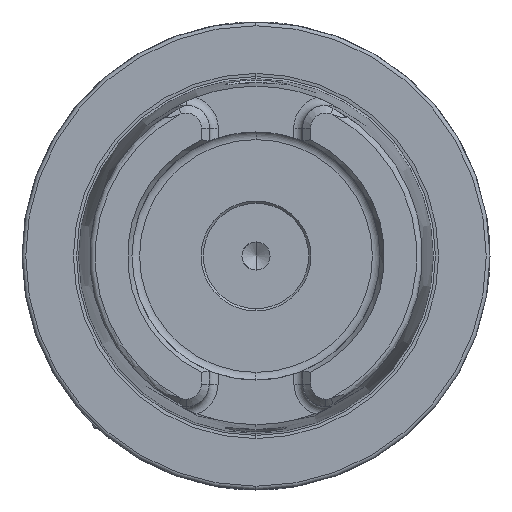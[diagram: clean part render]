
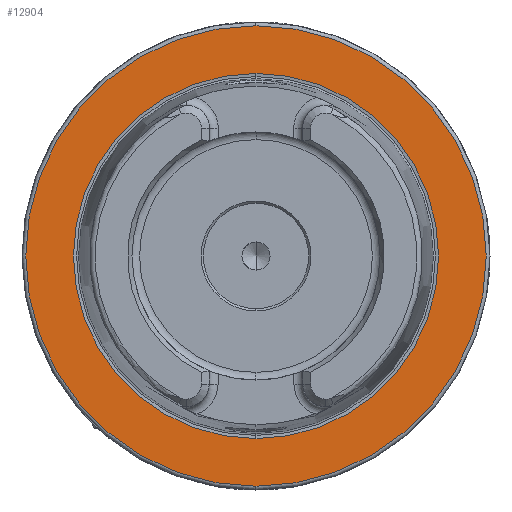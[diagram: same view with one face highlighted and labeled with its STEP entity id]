
A CAD part, left-side view. The second image highlights one B-rep face of the part: STEP entity #12904.
In plain terms, the highlighted planar face has unit normal (-1, 0, 0).
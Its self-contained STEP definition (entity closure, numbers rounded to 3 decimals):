
#583 = FACE_BOUND ( 'NONE', #5406, .T. ) ;
#586 = DIRECTION ( 'NONE',  ( 1., 0., 0. ) ) ;
#588 = CARTESIAN_POINT ( 'NONE',  ( 0., 49.2, 0. ) ) ;
#590 = FACE_OUTER_BOUND ( 'NONE', #5438, .T. ) ;
#591 = PLANE ( 'NONE',  #3508 ) ;
#593 = DIRECTION ( 'NONE',  ( 0., 0., -1. ) ) ;
#2492 = CIRCLE ( 'NONE', #2496, 39.011 ) ;
#2496 = AXIS2_PLACEMENT_3D ( 'NONE', #2744, #2745, #2746 ) ;
#2500 = CIRCLE ( 'NONE', #2503, 49.2 ) ;
#2503 = AXIS2_PLACEMENT_3D ( 'NONE', #2755, #2756, #2757 ) ;
#2744 = CARTESIAN_POINT ( 'NONE',  ( 0., 0., 0. ) ) ;
#2745 = DIRECTION ( 'NONE',  ( -1., 0., 0. ) ) ;
#2746 = DIRECTION ( 'NONE',  ( 0., 0., 1. ) ) ;
#2755 = CARTESIAN_POINT ( 'NONE',  ( 0., 0., 0. ) ) ;
#2756 = DIRECTION ( 'NONE',  ( -1., 0., 0. ) ) ;
#2757 = DIRECTION ( 'NONE',  ( 0., 0., 1. ) ) ;
#3508 = AXIS2_PLACEMENT_3D ( 'NONE', #588, #586, #593 ) ;
#4340 = ORIENTED_EDGE ( 'NONE', *, *, #9070, .F. ) ;
#4341 = ORIENTED_EDGE ( 'NONE', *, *, #5592, .F. ) ;
#4342 = ORIENTED_EDGE ( 'NONE', *, *, #5596, .T. ) ;
#4343 = ORIENTED_EDGE ( 'NONE', *, *, #9069, .T. ) ;
#5406 = EDGE_LOOP ( 'NONE', ( #4340, #4341 ) ) ;
#5438 = EDGE_LOOP ( 'NONE', ( #4342, #4343 ) ) ;
#5592 = EDGE_CURVE ( 'NONE', #11419, #14250, #2492, .T. ) ;
#5596 = EDGE_CURVE ( 'NONE', #14252, #14236, #2500, .T. ) ;
#6265 = CIRCLE ( 'NONE', #6276, 39.011 ) ;
#6269 = CIRCLE ( 'NONE', #6270, 49.2 ) ;
#6270 = AXIS2_PLACEMENT_3D ( 'NONE', #10293, #10294, #10295 ) ;
#6276 = AXIS2_PLACEMENT_3D ( 'NONE', #10296, #10297, #10298 ) ;
#7354 = CARTESIAN_POINT ( 'NONE',  ( 0., 0., -39.011 ) ) ;
#7869 = CARTESIAN_POINT ( 'NONE',  ( 0., 0., -49.2 ) ) ;
#7883 = CARTESIAN_POINT ( 'NONE',  ( 0., 0., 39.011 ) ) ;
#7885 = CARTESIAN_POINT ( 'NONE',  ( 0., 0., 49.2 ) ) ;
#9069 = EDGE_CURVE ( 'NONE', #14236, #14252, #6269, .T. ) ;
#9070 = EDGE_CURVE ( 'NONE', #14250, #11419, #6265, .T. ) ;
#10293 = CARTESIAN_POINT ( 'NONE',  ( 0., 0., 0. ) ) ;
#10294 = DIRECTION ( 'NONE',  ( -1., 0., 0. ) ) ;
#10295 = DIRECTION ( 'NONE',  ( 0., 0., 1. ) ) ;
#10296 = CARTESIAN_POINT ( 'NONE',  ( 0., 0., 0. ) ) ;
#10297 = DIRECTION ( 'NONE',  ( -1., 0., 0. ) ) ;
#10298 = DIRECTION ( 'NONE',  ( 0., 0., 1. ) ) ;
#11419 = VERTEX_POINT ( 'NONE', #7354 ) ;
#12904 = ADVANCED_FACE ( 'NONE', ( #583, #590 ), #591, .F. ) ;
#14236 = VERTEX_POINT ( 'NONE', #7869 ) ;
#14250 = VERTEX_POINT ( 'NONE', #7883 ) ;
#14252 = VERTEX_POINT ( 'NONE', #7885 ) ;
